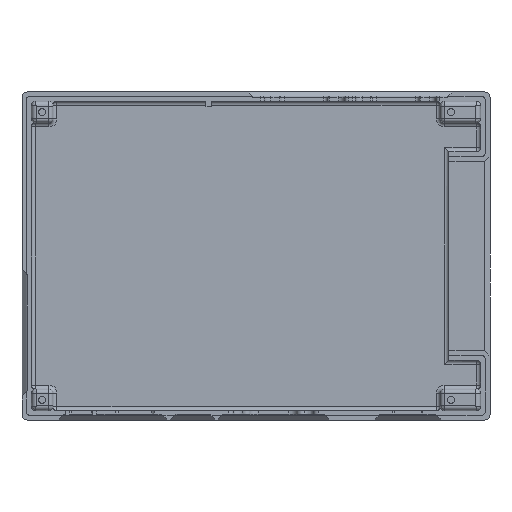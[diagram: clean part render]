
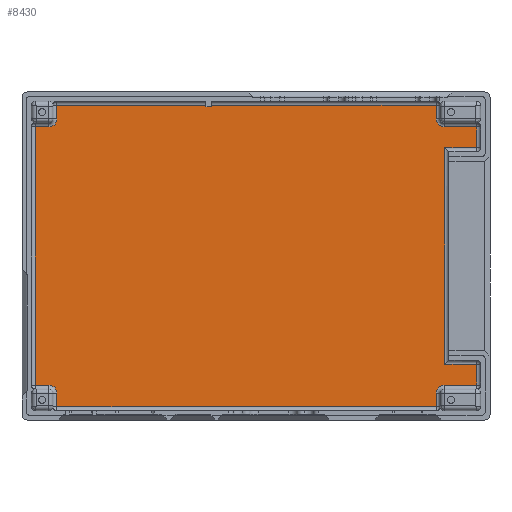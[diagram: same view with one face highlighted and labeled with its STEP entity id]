
A CAD part, front view. The second image highlights one B-rep face of the part: STEP entity #8430.
In plain terms, the highlighted planar face has unit normal (0, -1, 0).
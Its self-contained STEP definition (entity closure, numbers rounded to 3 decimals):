
#437=CIRCLE('',#8990,3.);
#438=CIRCLE('',#8991,3.);
#439=CIRCLE('',#8992,3.);
#440=CIRCLE('',#8993,3.);
#740=FACE_OUTER_BOUND('',#1247,.T.);
#1247=EDGE_LOOP('',(#5729,#5730,#5731,#5732,#5733,#5734,#5735,#5736,#5737,
#5738,#5739,#5740,#5741,#5742,#5743,#5744,#5745,#5746,#5747,#5748,#5749,
#5750,#5751,#5752));
#1808=LINE('',#12496,#2668);
#1811=LINE('',#12503,#2671);
#1813=LINE('',#12509,#2673);
#1828=LINE('',#12569,#2688);
#1829=LINE('',#12571,#2689);
#1830=LINE('',#12575,#2690);
#1831=LINE('',#12577,#2691);
#1832=LINE('',#12579,#2692);
#1833=LINE('',#12583,#2693);
#1834=LINE('',#12585,#2694);
#1835=LINE('',#12587,#2695);
#1836=LINE('',#12591,#2696);
#1837=LINE('',#12593,#2697);
#1838=LINE('',#12595,#2698);
#1839=LINE('',#12597,#2699);
#1840=LINE('',#12599,#2700);
#1841=LINE('',#12601,#2701);
#1842=LINE('',#12603,#2702);
#1843=LINE('',#12607,#2703);
#1844=LINE('',#12608,#2704);
#2668=VECTOR('',#9909,10.);
#2671=VECTOR('',#9916,10.);
#2673=VECTOR('',#9922,10.);
#2688=VECTOR('',#9977,10.);
#2689=VECTOR('',#9978,10.);
#2690=VECTOR('',#9981,10.);
#2691=VECTOR('',#9982,10.);
#2692=VECTOR('',#9983,10.);
#2693=VECTOR('',#9986,10.);
#2694=VECTOR('',#9987,10.);
#2695=VECTOR('',#9988,10.);
#2696=VECTOR('',#9991,10.);
#2697=VECTOR('',#9992,10.);
#2698=VECTOR('',#9993,10.);
#2699=VECTOR('',#9994,10.);
#2700=VECTOR('',#9995,10.);
#2701=VECTOR('',#9996,10.);
#2702=VECTOR('',#9997,10.);
#2703=VECTOR('',#10000,10.);
#2704=VECTOR('',#10001,10.);
#3553=VERTEX_POINT('',#12493);
#3554=VERTEX_POINT('',#12495);
#3556=VERTEX_POINT('',#12501);
#3558=VERTEX_POINT('',#12507);
#3583=VERTEX_POINT('',#12568);
#3584=VERTEX_POINT('',#12570);
#3585=VERTEX_POINT('',#12572);
#3586=VERTEX_POINT('',#12574);
#3587=VERTEX_POINT('',#12576);
#3588=VERTEX_POINT('',#12578);
#3589=VERTEX_POINT('',#12580);
#3590=VERTEX_POINT('',#12582);
#3591=VERTEX_POINT('',#12584);
#3592=VERTEX_POINT('',#12586);
#3593=VERTEX_POINT('',#12588);
#3594=VERTEX_POINT('',#12590);
#3595=VERTEX_POINT('',#12592);
#3596=VERTEX_POINT('',#12594);
#3597=VERTEX_POINT('',#12596);
#3598=VERTEX_POINT('',#12598);
#3599=VERTEX_POINT('',#12600);
#3600=VERTEX_POINT('',#12602);
#3601=VERTEX_POINT('',#12604);
#3602=VERTEX_POINT('',#12606);
#4367=EDGE_CURVE('',#3554,#3553,#1808,.T.);
#4371=EDGE_CURVE('',#3556,#3553,#1811,.T.);
#4374=EDGE_CURVE('',#3556,#3558,#1813,.T.);
#4404=EDGE_CURVE('',#3583,#3558,#1828,.T.);
#4405=EDGE_CURVE('',#3584,#3583,#1829,.T.);
#4406=EDGE_CURVE('',#3585,#3584,#437,.T.);
#4407=EDGE_CURVE('',#3586,#3585,#1830,.T.);
#4408=EDGE_CURVE('',#3587,#3586,#1831,.T.);
#4409=EDGE_CURVE('',#3588,#3587,#1832,.T.);
#4410=EDGE_CURVE('',#3589,#3588,#438,.T.);
#4411=EDGE_CURVE('',#3590,#3589,#1833,.T.);
#4412=EDGE_CURVE('',#3591,#3590,#1834,.T.);
#4413=EDGE_CURVE('',#3592,#3591,#1835,.T.);
#4414=EDGE_CURVE('',#3593,#3592,#439,.T.);
#4415=EDGE_CURVE('',#3594,#3593,#1836,.T.);
#4416=EDGE_CURVE('',#3595,#3594,#1837,.T.);
#4417=EDGE_CURVE('',#3596,#3595,#1838,.T.);
#4418=EDGE_CURVE('',#3597,#3596,#1839,.T.);
#4419=EDGE_CURVE('',#3598,#3597,#1840,.T.);
#4420=EDGE_CURVE('',#3599,#3598,#1841,.T.);
#4421=EDGE_CURVE('',#3600,#3599,#1842,.T.);
#4422=EDGE_CURVE('',#3601,#3600,#440,.T.);
#4423=EDGE_CURVE('',#3602,#3601,#1843,.T.);
#4424=EDGE_CURVE('',#3554,#3602,#1844,.T.);
#5729=ORIENTED_EDGE('',*,*,#4371,.F.);
#5730=ORIENTED_EDGE('',*,*,#4374,.T.);
#5731=ORIENTED_EDGE('',*,*,#4404,.F.);
#5732=ORIENTED_EDGE('',*,*,#4405,.F.);
#5733=ORIENTED_EDGE('',*,*,#4406,.F.);
#5734=ORIENTED_EDGE('',*,*,#4407,.F.);
#5735=ORIENTED_EDGE('',*,*,#4408,.F.);
#5736=ORIENTED_EDGE('',*,*,#4409,.F.);
#5737=ORIENTED_EDGE('',*,*,#4410,.F.);
#5738=ORIENTED_EDGE('',*,*,#4411,.F.);
#5739=ORIENTED_EDGE('',*,*,#4412,.F.);
#5740=ORIENTED_EDGE('',*,*,#4413,.F.);
#5741=ORIENTED_EDGE('',*,*,#4414,.F.);
#5742=ORIENTED_EDGE('',*,*,#4415,.F.);
#5743=ORIENTED_EDGE('',*,*,#4416,.F.);
#5744=ORIENTED_EDGE('',*,*,#4417,.F.);
#5745=ORIENTED_EDGE('',*,*,#4418,.F.);
#5746=ORIENTED_EDGE('',*,*,#4419,.F.);
#5747=ORIENTED_EDGE('',*,*,#4420,.F.);
#5748=ORIENTED_EDGE('',*,*,#4421,.F.);
#5749=ORIENTED_EDGE('',*,*,#4422,.F.);
#5750=ORIENTED_EDGE('',*,*,#4423,.F.);
#5751=ORIENTED_EDGE('',*,*,#4424,.F.);
#5752=ORIENTED_EDGE('',*,*,#4367,.T.);
#8177=PLANE('',#8989);
#8430=ADVANCED_FACE('',(#740),#8177,.T.);
#8989=AXIS2_PLACEMENT_3D('',#12567,#9975,#9976);
#8990=AXIS2_PLACEMENT_3D('',#12573,#9979,#9980);
#8991=AXIS2_PLACEMENT_3D('',#12581,#9984,#9985);
#8992=AXIS2_PLACEMENT_3D('',#12589,#9989,#9990);
#8993=AXIS2_PLACEMENT_3D('',#12605,#9998,#9999);
#9909=DIRECTION('',(0.,0.,-1.));
#9916=DIRECTION('',(1.,0.,0.));
#9922=DIRECTION('',(0.,0.,1.));
#9975=DIRECTION('center_axis',(0.,-1.,0.));
#9976=DIRECTION('ref_axis',(1.,0.,0.));
#9977=DIRECTION('',(1.,0.,0.));
#9978=DIRECTION('',(0.,0.,1.));
#9979=DIRECTION('center_axis',(0.,-1.,0.));
#9980=DIRECTION('ref_axis',(0.707,0.,-0.707));
#9981=DIRECTION('',(1.,0.,0.));
#9982=DIRECTION('',(0.,0.,1.));
#9983=DIRECTION('',(-1.,0.,0.));
#9984=DIRECTION('center_axis',(0.,-1.,0.));
#9985=DIRECTION('ref_axis',(0.707,0.,0.707));
#9986=DIRECTION('',(0.,0.,1.));
#9987=DIRECTION('',(-1.,0.,0.));
#9988=DIRECTION('',(0.,0.,-1.));
#9989=DIRECTION('center_axis',(0.,-1.,0.));
#9990=DIRECTION('ref_axis',(-0.707,0.,0.707));
#9991=DIRECTION('',(-1.,0.,0.));
#9992=DIRECTION('',(0.,0.,-1.));
#9993=DIRECTION('',(1.,0.,0.));
#9994=DIRECTION('',(0.,0.,-1.));
#9995=DIRECTION('',(-1.,0.,0.));
#9996=DIRECTION('',(0.,0.,-1.));
#9997=DIRECTION('',(1.,0.,0.));
#9998=DIRECTION('center_axis',(0.,-1.,0.));
#9999=DIRECTION('ref_axis',(-0.707,0.,-0.707));
#10000=DIRECTION('',(0.,0.,-1.));
#10001=DIRECTION('',(1.,0.,0.));
#12493=CARTESIAN_POINT('',(-21.866,18.84,46.711));
#12495=CARTESIAN_POINT('',(-21.866,18.84,47.211));
#12496=CARTESIAN_POINT('',(-21.866,18.84,37.563));
#12501=CARTESIAN_POINT('',(-23.866,18.84,46.711));
#12503=CARTESIAN_POINT('',(21.784,18.84,46.711));
#12507=CARTESIAN_POINT('',(-23.866,18.84,47.211));
#12509=CARTESIAN_POINT('',(-23.866,18.84,37.563));
#12567=CARTESIAN_POINT('Origin',(66.434,18.84,26.415));
#12568=CARTESIAN_POINT('',(-79.266,18.84,47.211));
#12569=CARTESIAN_POINT('',(31.829,18.84,47.211));
#12570=CARTESIAN_POINT('',(-79.266,18.84,42.211));
#12571=CARTESIAN_POINT('',(-79.266,18.84,33.563));
#12572=CARTESIAN_POINT('',(-82.266,18.84,39.211));
#12573=CARTESIAN_POINT('Origin',(-82.266,18.84,42.211));
#12574=CARTESIAN_POINT('',(-87.266,18.84,39.211));
#12575=CARTESIAN_POINT('',(-11.166,18.84,39.211));
#12576=CARTESIAN_POINT('',(-87.266,18.84,-56.789));
#12577=CARTESIAN_POINT('',(-87.266,18.84,37.063));
#12578=CARTESIAN_POINT('',(-82.266,18.84,-56.789));
#12579=CARTESIAN_POINT('',(-7.166,18.84,-56.789));
#12580=CARTESIAN_POINT('',(-79.266,18.84,-59.789));
#12581=CARTESIAN_POINT('Origin',(-82.266,18.84,-59.789));
#12582=CARTESIAN_POINT('',(-79.266,18.84,-64.789));
#12583=CARTESIAN_POINT('',(-79.266,18.84,-19.937));
#12584=CARTESIAN_POINT('',(61.734,18.84,-64.789));
#12585=CARTESIAN_POINT('',(62.262,18.84,-64.789));
#12586=CARTESIAN_POINT('',(61.734,18.84,-59.789));
#12587=CARTESIAN_POINT('',(61.734,18.84,-15.937));
#12588=CARTESIAN_POINT('',(64.734,18.84,-56.789));
#12589=CARTESIAN_POINT('Origin',(64.734,18.84,-59.789));
#12590=CARTESIAN_POINT('',(76.734,18.84,-56.789));
#12591=CARTESIAN_POINT('',(68.834,18.84,-56.789));
#12592=CARTESIAN_POINT('',(76.734,18.84,-49.004));
#12593=CARTESIAN_POINT('',(76.734,18.84,28.665));
#12594=CARTESIAN_POINT('',(64.934,18.84,-49.004));
#12595=CARTESIAN_POINT('',(71.834,18.84,-49.004));
#12596=CARTESIAN_POINT('',(64.934,18.84,31.415));
#12597=CARTESIAN_POINT('',(64.934,18.84,-10.295));
#12598=CARTESIAN_POINT('',(76.734,18.84,31.415));
#12599=CARTESIAN_POINT('',(66.434,18.84,31.415));
#12600=CARTESIAN_POINT('',(76.734,18.84,39.211));
#12601=CARTESIAN_POINT('',(76.734,18.84,28.665));
#12602=CARTESIAN_POINT('',(64.734,18.84,39.211));
#12603=CARTESIAN_POINT('',(64.834,18.84,39.211));
#12604=CARTESIAN_POINT('',(61.734,18.84,42.211));
#12605=CARTESIAN_POINT('Origin',(64.734,18.84,42.211));
#12606=CARTESIAN_POINT('',(61.734,18.84,47.211));
#12607=CARTESIAN_POINT('',(61.734,18.84,37.563));
#12608=CARTESIAN_POINT('',(31.829,18.84,47.211));
